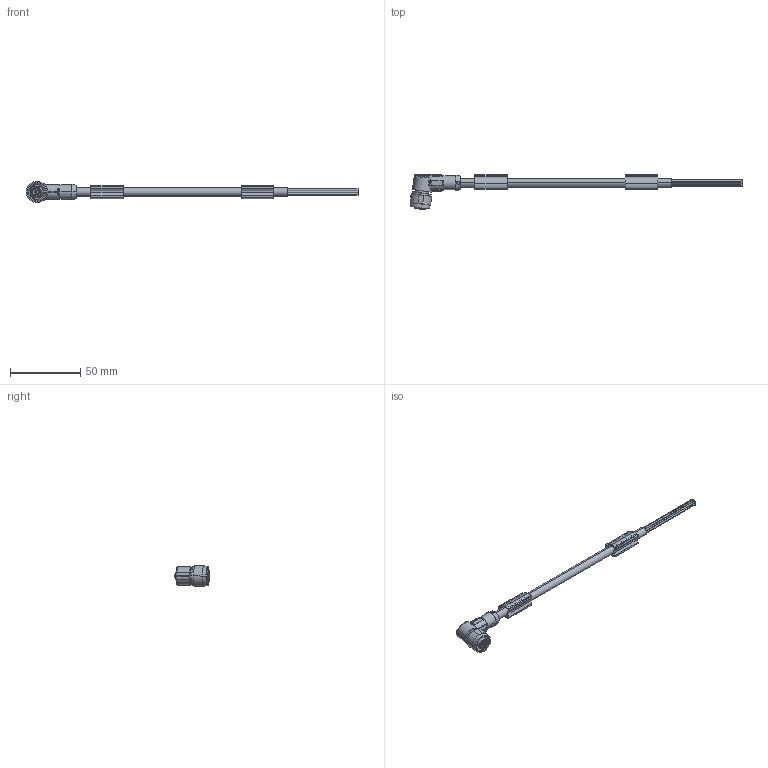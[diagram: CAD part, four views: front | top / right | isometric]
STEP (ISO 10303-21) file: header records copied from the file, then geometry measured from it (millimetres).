
FILE_DESCRIPTION(('SolidDesigner STEP Export'),'2;1');
FILE_NAME('1522642.stp','2012-03-21T17:23:44',(''),(''),'CoCreate Modeling STEP processor for AP214 (Solid Model)','CoCreate Modeling 16.00A 16-Aug-2008 (C) Parametric Technology GmbH','');
FILE_SCHEMA(('AUTOMOTIVE_DESIGN { 1 0 10303 214 1 1 1 1 }'));
Length unit declared in the file: millimetre
Products named in the file (2): 1522642
Assembly tree (1 placements, depth 2):
  1522642
    1522642
Bounding box: 236.16 x 25.15 x 14.4 mm (x, y, z)
Volume: 10239.6 mm3; surface area: 9886.2 mm2
Topology: 1 solids, 1 shells, 360 faces, 934 edges, 617 vertices
Faces by surface type: cylinder 155, plane 119, extrusion 38, cone 30, torus 11, bspline 7
Entity records: 18390 total; most frequent: CARTESIAN_POINT 7334, ORIENTED_EDGE 1864, DIRECTION 1413, EDGE_CURVE 932, VERTEX_POINT 617, AXIS2_PLACEMENT_3D 476, VECTOR 461, LINE 423
